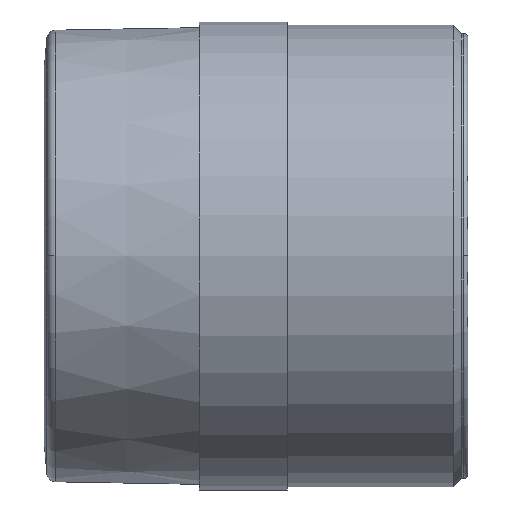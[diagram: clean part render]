
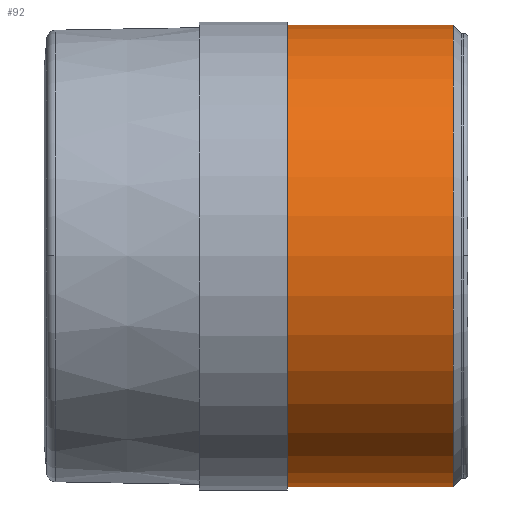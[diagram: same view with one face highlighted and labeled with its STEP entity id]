
A CAD part, top view. The second image highlights one B-rep face of the part: STEP entity #92.
In plain terms, the highlighted cylindrical face has radius 55 mm (diameter 110 mm), a partial arc.
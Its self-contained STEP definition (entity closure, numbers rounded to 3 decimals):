
#92=ADVANCED_FACE('',(#184),#185,.T.);
#184=FACE_OUTER_BOUND('',#278,.T.);
#185=CYLINDRICAL_SURFACE('',#279,55.0);
#278=EDGE_LOOP('',(#479,#480,#481,#482));
#279=AXIS2_PLACEMENT_3D('',#483,#484,#485);
#479=ORIENTED_EDGE('',*,*,#542,.T.);
#480=ORIENTED_EDGE('',*,*,#616,.F.);
#481=ORIENTED_EDGE('',*,*,#543,.T.);
#482=ORIENTED_EDGE('',*,*,#617,.T.);
#483=CARTESIAN_POINT('',(27.25,0.0,0.0));
#484=DIRECTION('',(1.0,-0.0,0.0));
#485=DIRECTION('',(0.0,1.0,0.0));
#542=EDGE_CURVE('',#627,#635,#636,.T.);
#543=EDGE_CURVE('',#637,#631,#638,.T.);
#616=EDGE_CURVE('',#637,#635,#744,.T.);
#617=EDGE_CURVE('',#631,#627,#745,.T.);
#627=VERTEX_POINT('',#755);
#631=VERTEX_POINT('',#760);
#635=VERTEX_POINT('',#765);
#636=LINE('',#766,#767);
#637=VERTEX_POINT('',#768);
#638=LINE('',#769,#770);
#744=CIRCLE('',#890,55.0);
#745=CIRCLE('',#891,55.0);
#755=CARTESIAN_POINT('',(47.0,55.0,0.));
#760=CARTESIAN_POINT('',(47.0,-55.0,0.));
#765=CARTESIAN_POINT('',(7.5,55.0,0.));
#766=CARTESIAN_POINT('',(27.25,55.0,0.));
#767=VECTOR('',#907,1.0);
#768=CARTESIAN_POINT('',(7.5,-55.0,0.));
#769=CARTESIAN_POINT('',(27.25,-55.0,0.));
#770=VECTOR('',#908,1.0);
#890=AXIS2_PLACEMENT_3D('',#1040,#1041,#1042);
#891=AXIS2_PLACEMENT_3D('',#1043,#1044,#1045);
#907=DIRECTION('',(-1.0,0.0,-0.0));
#908=DIRECTION('',(1.0,0.0,0.0));
#1040=CARTESIAN_POINT('',(7.5,0.0,0.0));
#1041=DIRECTION('',(-1.0,0.0,0.0));
#1042=DIRECTION('',(0.0,1.0,0.0));
#1043=CARTESIAN_POINT('',(47.0,0.0,0.0));
#1044=DIRECTION('',(-1.0,0.0,0.0));
#1045=DIRECTION('',(0.0,1.0,0.0));
